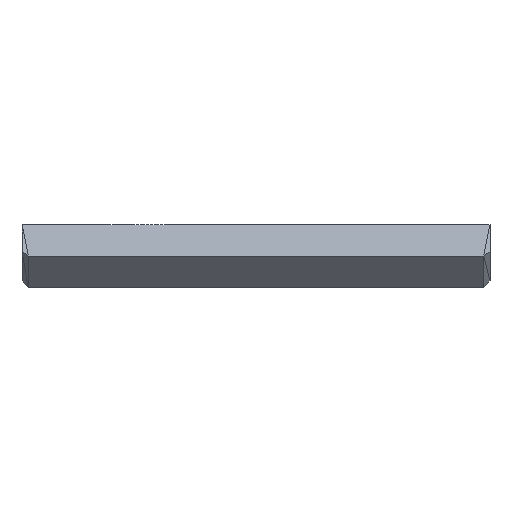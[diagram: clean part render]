
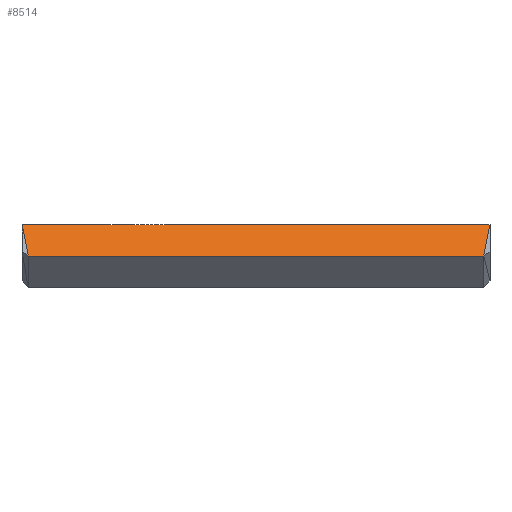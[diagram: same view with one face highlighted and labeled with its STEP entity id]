
A CAD part, left-side view. The second image highlights one B-rep face of the part: STEP entity #8514.
In plain terms, the highlighted planar face has unit normal (0.707, 0, -0.707).
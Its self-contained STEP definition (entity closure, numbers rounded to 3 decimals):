
#21 = EDGE_CURVE('',#22,#24,#26,.T.);
#22 = VERTEX_POINT('',#23);
#23 = CARTESIAN_POINT('',(111.,140.,4.));
#24 = VERTEX_POINT('',#25);
#25 = CARTESIAN_POINT('',(109.,139.6,2.));
#26 = LINE('',#27,#28);
#27 = CARTESIAN_POINT('',(111.,140.,4.));
#28 = VECTOR('',#29,1.);
#29 = DIRECTION('',(-0.7,-0.14,-0.7));
#7085 = VERTEX_POINT('',#7086);
#7086 = CARTESIAN_POINT('',(111.,110.,4.));
#7092 = EDGE_CURVE('',#22,#7085,#7093,.T.);
#7093 = LINE('',#7094,#7095);
#7094 = CARTESIAN_POINT('',(111.,140.,4.));
#7095 = VECTOR('',#7096,1.);
#7096 = DIRECTION('',(0.,-1.,0.));
#8514 = ADVANCED_FACE('',(#8515),#8533,.T.);
#8515 = FACE_BOUND('',#8516,.T.);
#8516 = EDGE_LOOP('',(#8517,#8518,#8526,#8532));
#8517 = ORIENTED_EDGE('',*,*,#7092,.T.);
#8518 = ORIENTED_EDGE('',*,*,#8519,.T.);
#8519 = EDGE_CURVE('',#7085,#8520,#8522,.T.);
#8520 = VERTEX_POINT('',#8521);
#8521 = CARTESIAN_POINT('',(109.,110.4,2.));
#8522 = LINE('',#8523,#8524);
#8523 = CARTESIAN_POINT('',(111.,110.,4.));
#8524 = VECTOR('',#8525,1.);
#8525 = DIRECTION('',(-0.7,0.14,-0.7));
#8526 = ORIENTED_EDGE('',*,*,#8527,.T.);
#8527 = EDGE_CURVE('',#8520,#24,#8528,.T.);
#8528 = LINE('',#8529,#8530);
#8529 = CARTESIAN_POINT('',(109.,110.4,2.));
#8530 = VECTOR('',#8531,1.);
#8531 = DIRECTION('',(0.,1.,0.));
#8532 = ORIENTED_EDGE('',*,*,#21,.F.);
#8533 = PLANE('',#8534);
#8534 = AXIS2_PLACEMENT_3D('',#8535,#8536,#8537);
#8535 = CARTESIAN_POINT('',(110.012,125.,3.012));
#8536 = DIRECTION('',(0.707,0.,-0.707)
  );
#8537 = DIRECTION('',(0.707,0.,0.707));
